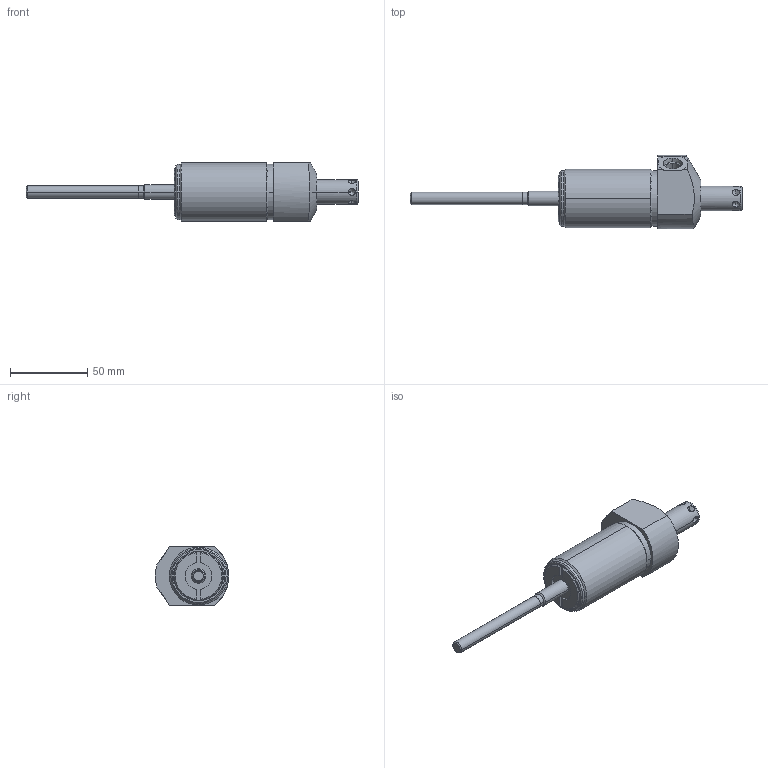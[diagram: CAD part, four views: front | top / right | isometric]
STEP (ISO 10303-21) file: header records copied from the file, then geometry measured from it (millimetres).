
FILE_DESCRIPTION((''),'2;1');
FILE_NAME('ILC14020901RPR','2013-04-04T',('jdw'),(''),'PRO/ENGINEER BY PARAMETRIC TECHNOLOGY CORPORATION, 2007460','PRO/ENGINEER BY PARAMETRIC TECHNOLOGY CORPORATION, 2007460','');
FILE_SCHEMA(('AUTOMOTIVE_DESIGN_CC2 { 1 2 10303 214 -1 1 5 2 }'));
Length unit declared in the file: inch
Products named in the file (1): ILC14020901RPR
Bounding box: 215.34 x 47.62 x 37.85 mm (x, y, z)
Volume: 117066.6 mm3; surface area: 21461.3 mm2
Topology: 1 solids, 3 shells, 101 faces, 252 edges, 153 vertices
Faces by surface type: cylinder 38, cone 36, plane 25, torus 2
Entity records: 4145 total; most frequent: CARTESIAN_POINT 827, DIRECTION 504, ORIENTED_EDGE 468, PRESENTATION_STYLE_ASSIGNMENT 250, STYLED_ITEM 241, CURVE_STYLE 238, EDGE_CURVE 238, AXIS2_PLACEMENT_3D 202
